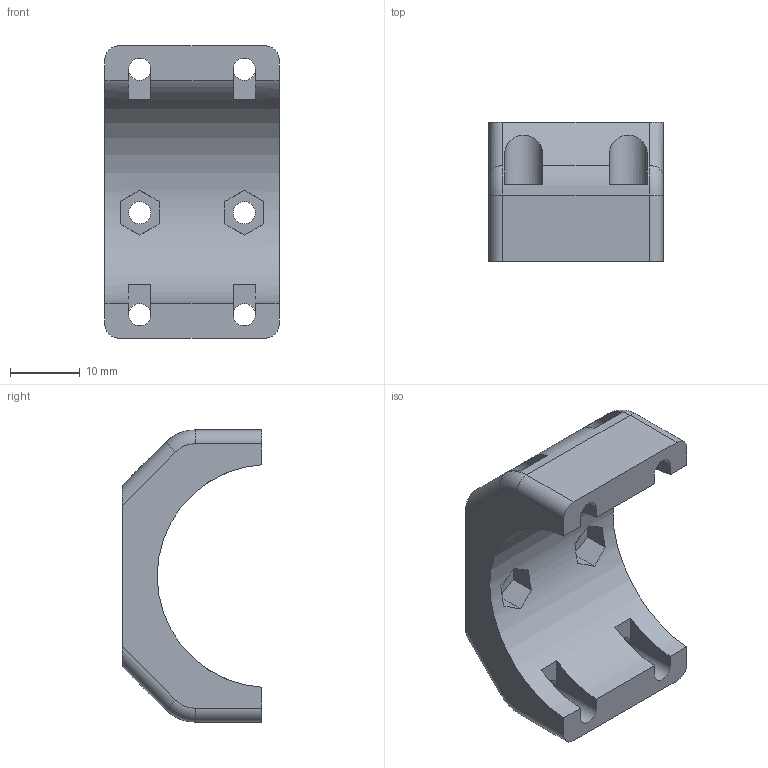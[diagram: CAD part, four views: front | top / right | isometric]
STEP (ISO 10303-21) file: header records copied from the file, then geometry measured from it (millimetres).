
FILE_DESCRIPTION(/* description */ (''),/* implementation_level */ '2;1');
FILE_NAME(/* name */ 'OBS-Display-B-006_Oberschale_v0.1.0.stp',/* time_stamp */ '2021-04-29T23:02:20+02:00',/* author */ ('hpcthobs'),/* organization */ (''),/* preprocessor_version */ 'ST-DEVELOPER v18.1',/* originating_system */ 'Autodesk Inventor 2021',/* authorisation */ '');
FILE_SCHEMA (('AUTOMOTIVE_DESIGN { 1 0 10303 214 3 1 1 }'));
Length unit declared in the file: millimetre
Products named in the file (1): OBS-Display-B005-07_Displayhalterung_v0.1.0
Bounding box: 25 x 20 x 41.94 mm (x, y, z)
Volume: 8831 mm3; surface area: 4644.4 mm2
Topology: 1 solids, 1 shells, 116 faces, 328 edges, 208 vertices
Faces by surface type: plane 91, cylinder 21, torus 4
Full cylindrical faces by diameter (mm): 3.2 x6
Entity records: 3799 total; most frequent: DIRECTION 660, ORIENTED_EDGE 656, CARTESIAN_POINT 653, EDGE_CURVE 328, LINE 230, VECTOR 230, AXIS2_PLACEMENT_3D 215, VERTEX_POINT 208
